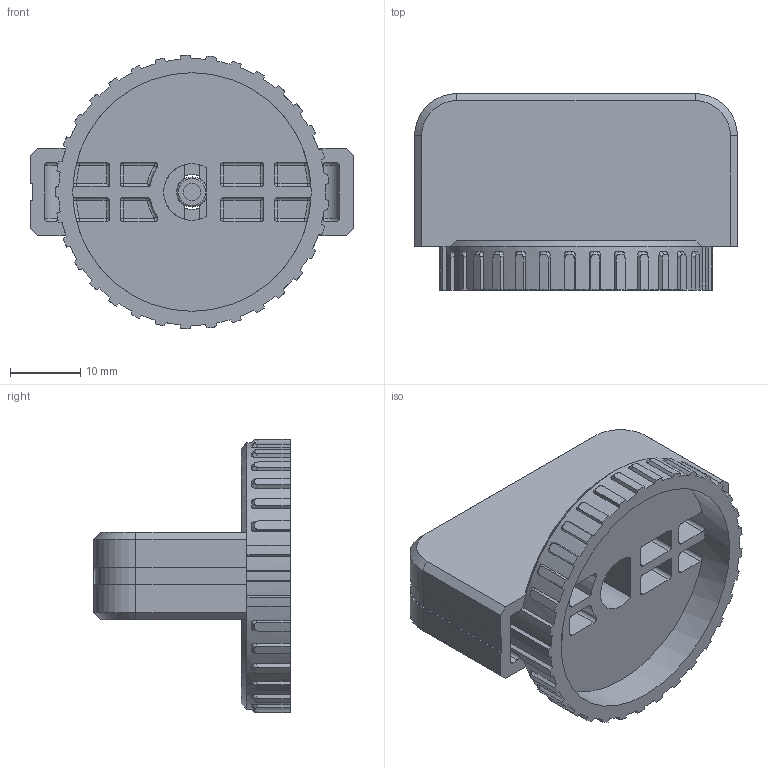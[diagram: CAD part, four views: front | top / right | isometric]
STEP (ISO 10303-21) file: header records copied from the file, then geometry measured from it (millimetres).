
FILE_DESCRIPTION((''),'2;1');
FILE_NAME('SHOUBING_SW0003','2023-04-21T',('chunfeng.wu'),(''),'PRO/ENGINEER BY PARAMETRIC TECHNOLOGY CORPORATION, 2015440','PRO/ENGINEER BY PARAMETRIC TECHNOLOGY CORPORATION, 2015440','');
FILE_SCHEMA(('CONFIG_CONTROL_DESIGN'));
Length unit declared in the file: millimetre
Products named in the file (1): SHOUBING_SW0003
Bounding box: 46 x 28 x 38.99 mm (x, y, z)
Volume: 10969.4 mm3; surface area: 10423.6 mm2
Topology: 3 solids, 3 shells, 608 faces, 1633 edges, 1053 vertices
Faces by surface type: plane 328, cylinder 212, sphere 29, extrusion 17, torus 14, cone 8
Entity records: 20482 total; most frequent: CARTESIAN_POINT 5513, ORIENTED_EDGE 3266, DIRECTION 2875, EDGE_CURVE 1633, VERTEX_POINT 1053, VECTOR 1049, LINE 1032, AXIS2_PLACEMENT_3D 913
